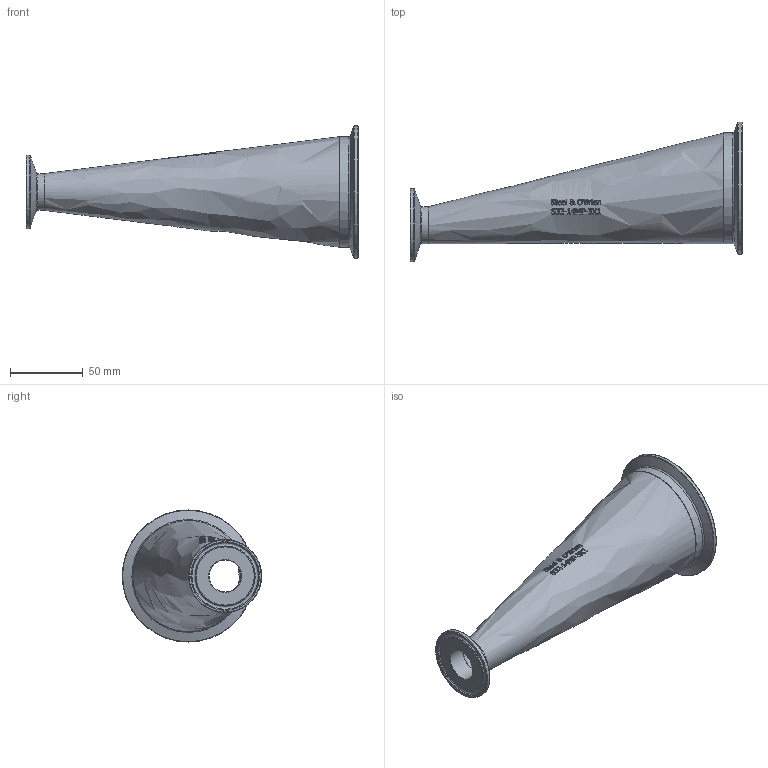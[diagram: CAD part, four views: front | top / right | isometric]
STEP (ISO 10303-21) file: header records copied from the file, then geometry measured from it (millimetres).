
FILE_DESCRIPTION(/* description */ (''),/* implementation_level */ '2;1');
FILE_NAME(/* name */ 'S32-14MP-3X1.stp',/* time_stamp */ '2018-11-27T13:27:17-05:00',/* author */ ('rick'),/* organization */ (''),/* preprocessor_version */ 'ST-DEVELOPER v15.2',/* originating_system */ 'Autodesk Inventor 2014',/* authorisation */ '');
FILE_SCHEMA (('AUTOMOTIVE_DESIGN { 1 0 10303 214 3 1 1 }'));
Length unit declared in the file: inch
Products named in the file (1): S32-14MP-3X1
Bounding box: 228.6 x 96.05 x 90.91 mm (x, y, z)
Volume: 72142.5 mm3; surface area: 78830.9 mm2
Topology: 1 solids, 1 shells, 458 faces, 1237 edges, 818 vertices
Faces by surface type: bspline 239, plane 189, torus 18, cylinder 6, cone 6
Full cylindrical faces by diameter (mm): 22.098 x1, 25.4 x1, 50.394 x1, 72.898 x1, 76.2 x1, 90.907 x1
Entity records: 18005 total; most frequent: CARTESIAN_POINT 8469, ORIENTED_EDGE 2414, EDGE_CURVE 1207, DIRECTION 1123, VERTEX_POINT 818, B_SPLINE_CURVE_WITH_KNOTS 601, EDGE_LOOP 527, ADVANCED_FACE 458
